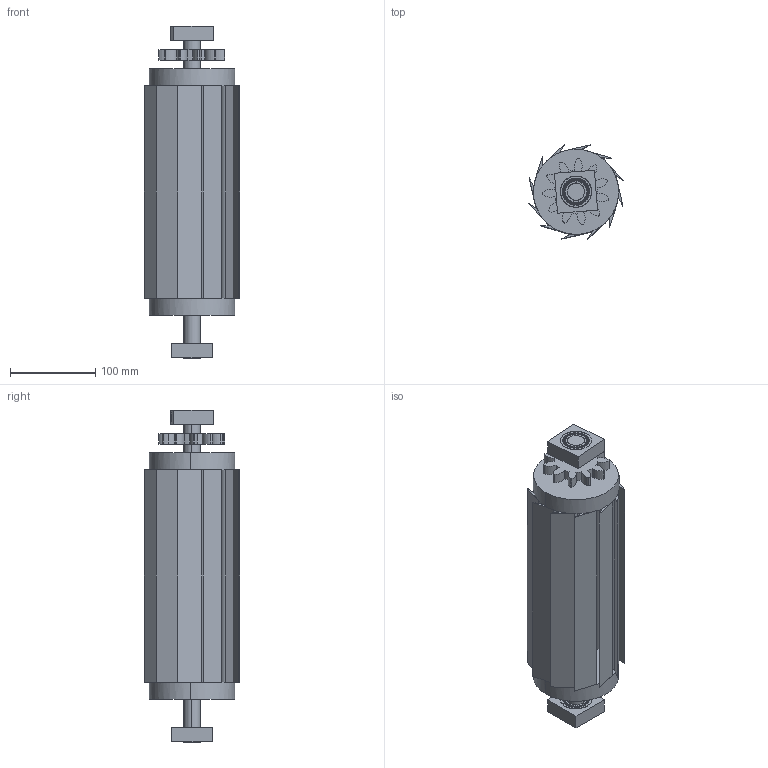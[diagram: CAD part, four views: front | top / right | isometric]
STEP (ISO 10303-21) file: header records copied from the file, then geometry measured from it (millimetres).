
FILE_DESCRIPTION (( 'STEP AP214' ), '1' );
FILE_NAME ('weed remover.STEP', '2021-03-24T18:04:15', ( '' ), ( '' ), 'SwSTEP 2.0', 'SolidWorks 2020', '' );
FILE_SCHEMA (( 'AUTOMOTIVE_DESIGN' ));
Length unit declared in the file: millimetre
Products named in the file (5): spur gear_iso(ISO - Spur gear 6M 11T 20PA 12FW ---S11A75H50L20.0N); weed remover; needle roller bearing_nrba_iso(ISO 1206-A - 492037 - 18,DE,AC,18); Hollow_cylinder; Part1
Assembly tree (6 placements, depth 2):
  weed remover
    Part1
    needle roller bearing_nrba_iso(ISO 1206-A - 492037 - 18,DE,AC,18)  x2
    spur gear_iso(ISO - Spur gear 6M 11T 20PA 12FW ---S11A75H50L20.0N)
    Hollow_cylinder  x2
Bounding box: 111.89 x 111.89 x 390 mm (x, y, z)
Volume: 1134969.7 mm3; surface area: 342490 mm2
Topology: 6 solids, 6 shells, 734 faces, 2120 edges, 1392 vertices
Faces by surface type: cylinder 264, plane 238, torus 232
Entity records: 17782 total; most frequent: CARTESIAN_POINT 5796, ORIENTED_EDGE 2540, DIRECTION 2514, EDGE_CURVE 1270, AXIS2_PLACEMENT_3D 1074, VERTEX_POINT 828, CIRCLE 628, EDGE_LOOP 526
